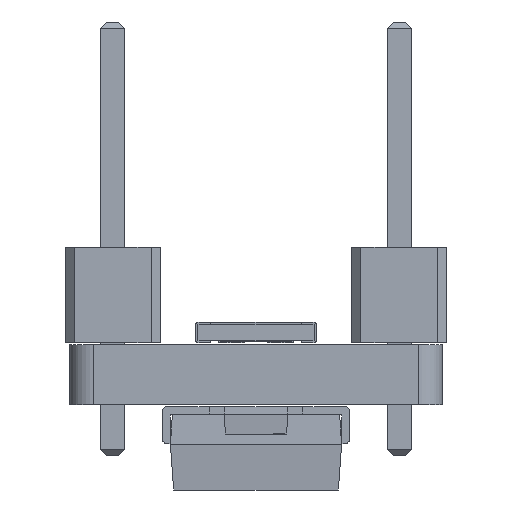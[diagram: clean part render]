
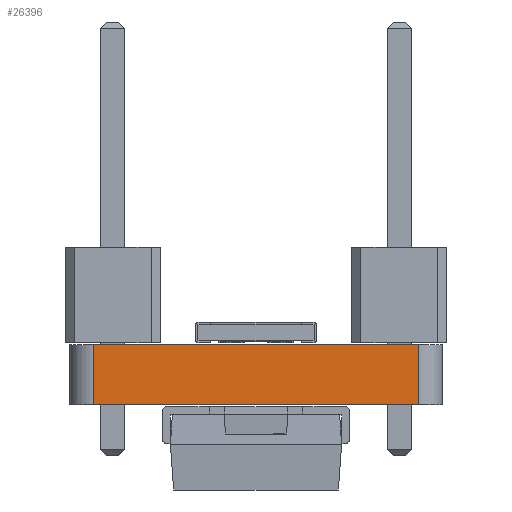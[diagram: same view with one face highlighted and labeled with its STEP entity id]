
A CAD part, front view. The second image highlights one B-rep face of the part: STEP entity #26396.
In plain terms, the highlighted planar face has unit normal (0, -1, 0).
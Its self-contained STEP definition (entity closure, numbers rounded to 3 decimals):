
#24926 = PLANE('',#24927);
#24927 = AXIS2_PLACEMENT_3D('',#24928,#24929,#24930);
#24928 = CARTESIAN_POINT('',(125.73,-72.39,1.6));
#24929 = DIRECTION('',(0.,0.,1.));
#24930 = DIRECTION('',(1.,0.,0.));
#24981 = PLANE('',#24982);
#24982 = AXIS2_PLACEMENT_3D('',#24983,#24984,#24985);
#24983 = CARTESIAN_POINT('',(125.73,-72.39,0.));
#24984 = DIRECTION('',(0.,0.,1.));
#24985 = DIRECTION('',(1.,0.,0.));
#25112 = CYLINDRICAL_SURFACE('',#25113,0.635);
#25113 = AXIS2_PLACEMENT_3D('',#25114,#25115,#25116);
#25114 = CARTESIAN_POINT('',(121.412,-81.788,0.));
#25115 = DIRECTION('',(0.,0.,-1.));
#25116 = DIRECTION('',(1.,0.,0.));
#25151 = VERTEX_POINT('',#25152);
#25152 = CARTESIAN_POINT('',(121.412,-82.423,0.));
#25174 = EDGE_CURVE('',#25151,#25175,#25177,.T.);
#25175 = VERTEX_POINT('',#25176);
#25176 = CARTESIAN_POINT('',(130.048,-82.423,0.));
#25177 = SURFACE_CURVE('',#25178,(#25182,#25189),.PCURVE_S1.);
#25178 = LINE('',#25179,#25180);
#25179 = CARTESIAN_POINT('',(121.412,-82.423,0.));
#25180 = VECTOR('',#25181,1.);
#25181 = DIRECTION('',(1.,0.,0.));
#25182 = PCURVE('',#24981,#25183);
#25183 = DEFINITIONAL_REPRESENTATION('',(#25184),#25188);
#25184 = LINE('',#25185,#25186);
#25185 = CARTESIAN_POINT('',(-4.318,-10.033));
#25186 = VECTOR('',#25187,1.);
#25187 = DIRECTION('',(1.,0.));
#25188 = ( GEOMETRIC_REPRESENTATION_CONTEXT(2) 
PARAMETRIC_REPRESENTATION_CONTEXT() REPRESENTATION_CONTEXT('2D SPACE',''
  ) );
#25189 = PCURVE('',#25190,#25195);
#25190 = PLANE('',#25191);
#25191 = AXIS2_PLACEMENT_3D('',#25192,#25193,#25194);
#25192 = CARTESIAN_POINT('',(121.412,-82.423,0.));
#25193 = DIRECTION('',(0.,1.,0.));
#25194 = DIRECTION('',(1.,0.,0.));
#25195 = DEFINITIONAL_REPRESENTATION('',(#25196),#25200);
#25196 = LINE('',#25197,#25198);
#25197 = CARTESIAN_POINT('',(0.,0.));
#25198 = VECTOR('',#25199,1.);
#25199 = DIRECTION('',(1.,0.));
#25200 = ( GEOMETRIC_REPRESENTATION_CONTEXT(2) 
PARAMETRIC_REPRESENTATION_CONTEXT() REPRESENTATION_CONTEXT('2D SPACE',''
  ) );
#25219 = CYLINDRICAL_SURFACE('',#25220,0.635);
#25220 = AXIS2_PLACEMENT_3D('',#25221,#25222,#25223);
#25221 = CARTESIAN_POINT('',(130.048,-81.788,0.));
#25222 = DIRECTION('',(0.,0.,-1.));
#25223 = DIRECTION('',(1.,0.,0.));
#25784 = VERTEX_POINT('',#25785);
#25785 = CARTESIAN_POINT('',(121.412,-82.423,1.6));
#25807 = EDGE_CURVE('',#25784,#25808,#25810,.T.);
#25808 = VERTEX_POINT('',#25809);
#25809 = CARTESIAN_POINT('',(130.048,-82.423,1.6));
#25810 = SURFACE_CURVE('',#25811,(#25815,#25822),.PCURVE_S1.);
#25811 = LINE('',#25812,#25813);
#25812 = CARTESIAN_POINT('',(121.412,-82.423,1.6));
#25813 = VECTOR('',#25814,1.);
#25814 = DIRECTION('',(1.,0.,0.));
#25815 = PCURVE('',#24926,#25816);
#25816 = DEFINITIONAL_REPRESENTATION('',(#25817),#25821);
#25817 = LINE('',#25818,#25819);
#25818 = CARTESIAN_POINT('',(-4.318,-10.033));
#25819 = VECTOR('',#25820,1.);
#25820 = DIRECTION('',(1.,0.));
#25821 = ( GEOMETRIC_REPRESENTATION_CONTEXT(2) 
PARAMETRIC_REPRESENTATION_CONTEXT() REPRESENTATION_CONTEXT('2D SPACE',''
  ) );
#25822 = PCURVE('',#25190,#25823);
#25823 = DEFINITIONAL_REPRESENTATION('',(#25824),#25828);
#25824 = LINE('',#25825,#25826);
#25825 = CARTESIAN_POINT('',(0.,-1.6));
#25826 = VECTOR('',#25827,1.);
#25827 = DIRECTION('',(1.,0.));
#25828 = ( GEOMETRIC_REPRESENTATION_CONTEXT(2) 
PARAMETRIC_REPRESENTATION_CONTEXT() REPRESENTATION_CONTEXT('2D SPACE',''
  ) );
#26348 = EDGE_CURVE('',#25151,#25784,#26349,.T.);
#26349 = SURFACE_CURVE('',#26350,(#26354,#26361),.PCURVE_S1.);
#26350 = LINE('',#26351,#26352);
#26351 = CARTESIAN_POINT('',(121.412,-82.423,0.));
#26352 = VECTOR('',#26353,1.);
#26353 = DIRECTION('',(0.,0.,1.));
#26354 = PCURVE('',#25112,#26355);
#26355 = DEFINITIONAL_REPRESENTATION('',(#26356),#26360);
#26356 = LINE('',#26357,#26358);
#26357 = CARTESIAN_POINT('',(-4.712,0.));
#26358 = VECTOR('',#26359,1.);
#26359 = DIRECTION('',(0.,-1.));
#26360 = ( GEOMETRIC_REPRESENTATION_CONTEXT(2) 
PARAMETRIC_REPRESENTATION_CONTEXT() REPRESENTATION_CONTEXT('2D SPACE',''
  ) );
#26361 = PCURVE('',#25190,#26362);
#26362 = DEFINITIONAL_REPRESENTATION('',(#26363),#26367);
#26363 = LINE('',#26364,#26365);
#26364 = CARTESIAN_POINT('',(0.,0.));
#26365 = VECTOR('',#26366,1.);
#26366 = DIRECTION('',(0.,-1.));
#26367 = ( GEOMETRIC_REPRESENTATION_CONTEXT(2) 
PARAMETRIC_REPRESENTATION_CONTEXT() REPRESENTATION_CONTEXT('2D SPACE',''
  ) );
#26396 = ADVANCED_FACE('',(#26397),#25190,.F.);
#26397 = FACE_BOUND('',#26398,.F.);
#26398 = EDGE_LOOP('',(#26399,#26400,#26401,#26422));
#26399 = ORIENTED_EDGE('',*,*,#26348,.T.);
#26400 = ORIENTED_EDGE('',*,*,#25807,.T.);
#26401 = ORIENTED_EDGE('',*,*,#26402,.F.);
#26402 = EDGE_CURVE('',#25175,#25808,#26403,.T.);
#26403 = SURFACE_CURVE('',#26404,(#26408,#26415),.PCURVE_S1.);
#26404 = LINE('',#26405,#26406);
#26405 = CARTESIAN_POINT('',(130.048,-82.423,0.));
#26406 = VECTOR('',#26407,1.);
#26407 = DIRECTION('',(0.,0.,1.));
#26408 = PCURVE('',#25190,#26409);
#26409 = DEFINITIONAL_REPRESENTATION('',(#26410),#26414);
#26410 = LINE('',#26411,#26412);
#26411 = CARTESIAN_POINT('',(8.636,0.));
#26412 = VECTOR('',#26413,1.);
#26413 = DIRECTION('',(0.,-1.));
#26414 = ( GEOMETRIC_REPRESENTATION_CONTEXT(2) 
PARAMETRIC_REPRESENTATION_CONTEXT() REPRESENTATION_CONTEXT('2D SPACE',''
  ) );
#26415 = PCURVE('',#25219,#26416);
#26416 = DEFINITIONAL_REPRESENTATION('',(#26417),#26421);
#26417 = LINE('',#26418,#26419);
#26418 = CARTESIAN_POINT('',(-4.712,0.));
#26419 = VECTOR('',#26420,1.);
#26420 = DIRECTION('',(0.,-1.));
#26421 = ( GEOMETRIC_REPRESENTATION_CONTEXT(2) 
PARAMETRIC_REPRESENTATION_CONTEXT() REPRESENTATION_CONTEXT('2D SPACE',''
  ) );
#26422 = ORIENTED_EDGE('',*,*,#25174,.F.);
